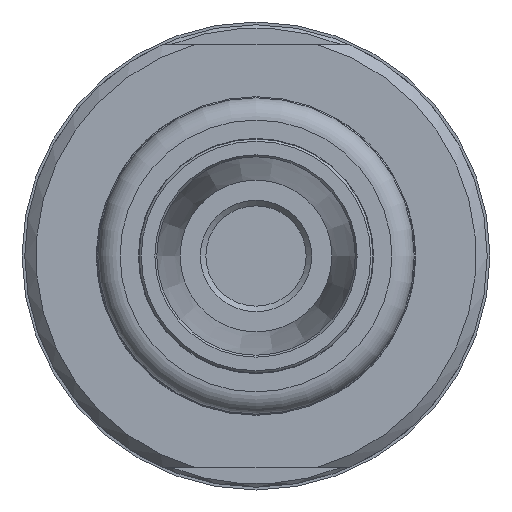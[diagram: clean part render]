
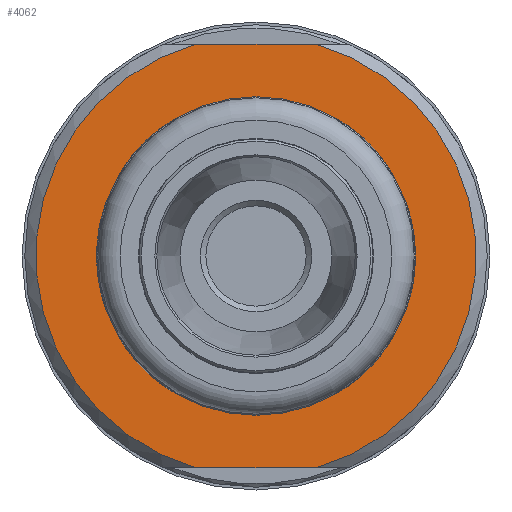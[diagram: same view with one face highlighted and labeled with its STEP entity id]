
A CAD part, left-side view. The second image highlights one B-rep face of the part: STEP entity #4062.
In plain terms, the highlighted planar face has unit normal (-1, 0, 0).
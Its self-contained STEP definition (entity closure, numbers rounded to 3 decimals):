
#337=FACE_BOUND('',#917,.T.);
#413=PLANE('',#4445);
#662=FACE_OUTER_BOUND('',#916,.T.);
#916=EDGE_LOOP('',(#3344,#3345,#3346,#3347));
#917=EDGE_LOOP('',(#3348));
#1153=LINE('',#7528,#1475);
#1157=LINE('',#7544,#1479);
#1475=VECTOR('',#5191,10.);
#1479=VECTOR('',#5199,10.);
#1789=CIRCLE('',#4441,19.75);
#1790=CIRCLE('',#4444,8.);
#1791=CIRCLE('',#4446,19.75);
#2022=VERTEX_POINT('',#7523);
#2023=VERTEX_POINT('',#7527);
#2026=VERTEX_POINT('',#7539);
#2027=VERTEX_POINT('',#7543);
#2028=VERTEX_POINT('',#7554);
#2486=EDGE_CURVE('',#2023,#2022,#1153,.T.);
#2492=EDGE_CURVE('',#2027,#2026,#1157,.T.);
#2495=EDGE_CURVE('',#2023,#2026,#1789,.T.);
#2497=EDGE_CURVE('',#2028,#2028,#1790,.T.);
#2498=EDGE_CURVE('',#2027,#2022,#1791,.T.);
#3344=ORIENTED_EDGE('',*,*,#2486,.T.);
#3345=ORIENTED_EDGE('',*,*,#2498,.F.);
#3346=ORIENTED_EDGE('',*,*,#2492,.T.);
#3347=ORIENTED_EDGE('',*,*,#2495,.F.);
#3348=ORIENTED_EDGE('',*,*,#2497,.T.);
#4062=ADVANCED_FACE('',(#662,#337),#413,.T.);
#4441=AXIS2_PLACEMENT_3D('',#7551,#5206,#5207);
#4444=AXIS2_PLACEMENT_3D('',#7556,#5213,#5214);
#4445=AXIS2_PLACEMENT_3D('',#7557,#5215,#5216);
#4446=AXIS2_PLACEMENT_3D('',#7558,#5217,#5218);
#5191=DIRECTION('',(0.,-1.,0.));
#5199=DIRECTION('',(0.,1.,0.));
#5206=DIRECTION('center_axis',(1.,0.,0.));
#5207=DIRECTION('ref_axis',(0.,1.,0.));
#5213=DIRECTION('center_axis',(1.,0.,0.));
#5214=DIRECTION('ref_axis',(0.,1.,0.));
#5215=DIRECTION('center_axis',(-1.,0.,0.));
#5216=DIRECTION('ref_axis',(0.,0.,1.));
#5217=DIRECTION('center_axis',(1.,0.,0.));
#5218=DIRECTION('ref_axis',(0.,1.,0.));
#7523=CARTESIAN_POINT('',(-117.7,-5.391,-19.));
#7527=CARTESIAN_POINT('',(-117.7,5.391,-19.));
#7528=CARTESIAN_POINT('',(-117.7,1.392,-19.));
#7539=CARTESIAN_POINT('',(-117.7,5.391,19.));
#7543=CARTESIAN_POINT('',(-117.7,-5.391,19.));
#7544=CARTESIAN_POINT('',(-117.7,12.483,19.));
#7551=CARTESIAN_POINT('Origin',(-117.7,0.,
0.));
#7554=CARTESIAN_POINT('',(-117.7,-8.,0.));
#7556=CARTESIAN_POINT('Origin',(-117.7,0.,
0.));
#7557=CARTESIAN_POINT('Origin',(-117.7,13.875,0.));
#7558=CARTESIAN_POINT('Origin',(-117.7,0.,
0.));
